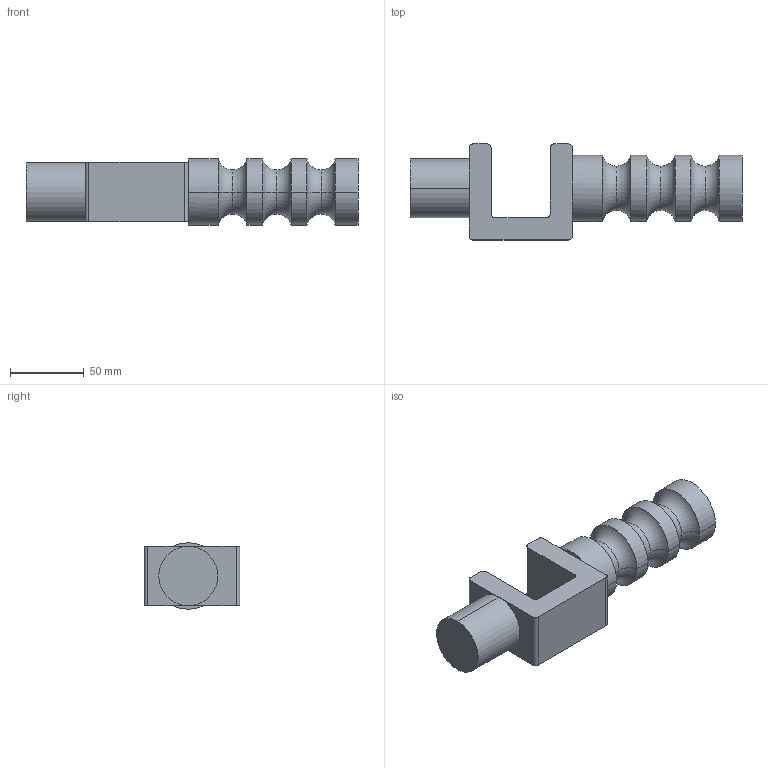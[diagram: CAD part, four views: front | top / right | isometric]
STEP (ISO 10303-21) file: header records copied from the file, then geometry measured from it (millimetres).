
FILE_DESCRIPTION(('produced by SPATIAL CORP'),'2;1');
FILE_NAME( 'shift_rod_end.hh.sat.stp' ,'2002-04-19T14:12:30+00:00',('SPATIAL CORP'),('SPATIAL CORP'), 'ACIS STEP Husk','http://www.spatial.com','SPATIAL CORP');
FILE_SCHEMA(('CONFIG_CONTROL_DESIGN'));
Length unit declared in the file: millimetre
Products named in the file (1): PRODUCT_ID_1
Bounding box: 225 x 65 x 45 mm (x, y, z)
Volume: 295649.5 mm3; surface area: 41529 mm2
Topology: 1 solids, 1 shells, 46 faces, 106 edges, 62 vertices
Faces by surface type: cylinder 18, plane 16, torus 12
Entity records: 1325 total; most frequent: DIRECTION 232, ORIENTED_EDGE 212, CARTESIAN_POINT 202, EDGE_CURVE 106, AXIS2_PLACEMENT_3D 92, VERTEX_POINT 62, CIRCLE 52, VECTOR 48
